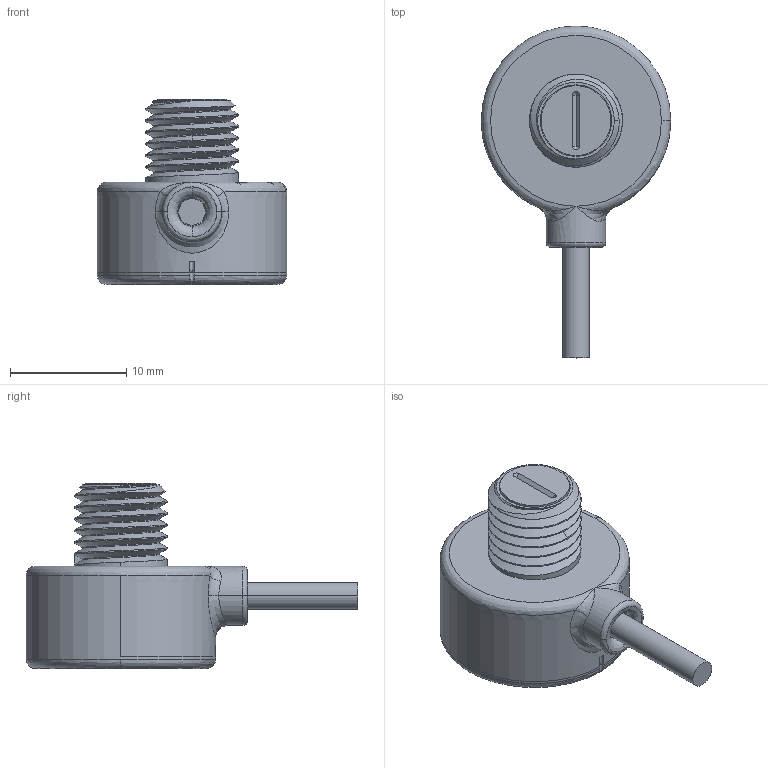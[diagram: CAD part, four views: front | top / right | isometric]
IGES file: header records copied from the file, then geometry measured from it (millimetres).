
Start section:  PTC IGES file: 155333.igs
Global section: file name: 155333.igs; native system: Pro/ENGINEER by Parametric Technology Corporation; preprocessor: 2009141; author: banengservice; organization: Unknown; date: 20101222.130616; units: inch
Bounding box: 16.3 x 28.55 x 15.92 mm (x, y, z)
Volume: 1124.4 mm3; surface area: 2267.7 mm2
Topology: 1 solids, 1 shells, 201 faces, 493 edges, 304 vertices
Faces by surface type: revolution 125, bspline 76
